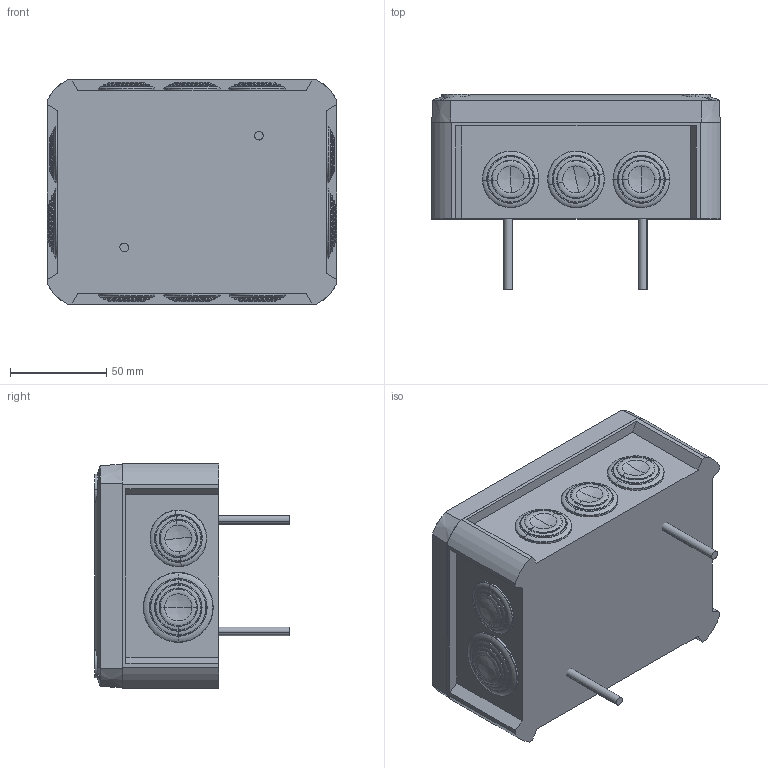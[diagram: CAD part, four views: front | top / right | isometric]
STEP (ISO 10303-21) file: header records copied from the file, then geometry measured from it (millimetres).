
FILE_DESCRIPTION (( 'STEP AP214' ), '1' );
FILE_NAME ('7205580.STP', '2018-10-02T07:47:11', ( '' ), ( '' ), 'SwSTEP 2.0', 'SolidWorks 2018', '' );
FILE_SCHEMA (( 'AUTOMOTIVE_DESIGN' ));
Length unit declared in the file: millimetre
Products named in the file (25): ED540-01_gro疇 Einf”rungen; P_0000005961_1_Standard; 084902_Standard; 7205580; 084904_Standard; P_0000008261_1_Standard; 084901_Standard; 084900_Standard; 084520_7205700-4mmý; P_0000008401_1_Standard; P_0000008181_1_M3; 084461_7205700T2; 084460_7205700T1; 062199_Standard; 062246_Standard; P_39409373_1_Standard; 062198_Standard; 0069005_Standard; 062221_Standard; 0068977_LGR; 096202_Standard; ED950_Standard; 35019562_Standard; ED540-02_02T100-ohne-VDE; 096203_Standard
Assembly tree (49 placements, depth 4):
  7205580
    ED540-01_gro疇 Einf”rungen
    ED540-02_02T100-ohne-VDE
    ED950_Standard  x4
    0068977_LGR  x8
    0069005_Standard  x2
    062221_Standard
      062246_Standard
        062198_Standard
        P_39409373_1_Standard  x2
      062199_Standard
      084520_7205700-4mmý  x8
        084460_7205700T1
        084461_7205700T2
        P_0000008181_1_M3
        P_0000008401_1_Standard
      084902_Standard  x2
        084900_Standard
        084901_Standard
        P_0000008261_1_Standard
        084904_Standard
      P_0000005961_1_Standard  x2
      096203_Standard  x2
      35019562_Standard  x2
      096202_Standard  x2
Bounding box: 150.61 x 101.36 x 116.6 mm (x, y, z)
Volume: 249960.2 mm3; surface area: 238988.1 mm2
Topology: 76 solids, 76 shells, 2526 faces, 6009 edges, 3692 vertices
Faces by surface type: plane 1037, cylinder 681, cone 444, torus 316, sphere 40, bspline 8
Entity records: 30312 total; most frequent: CARTESIAN_POINT 5807, DIRECTION 5050, ORIENTED_EDGE 4780, EDGE_CURVE 2390, AXIS2_PLACEMENT_3D 1821, VERTEX_POINT 1514, LINE 1408, VECTOR 1408
